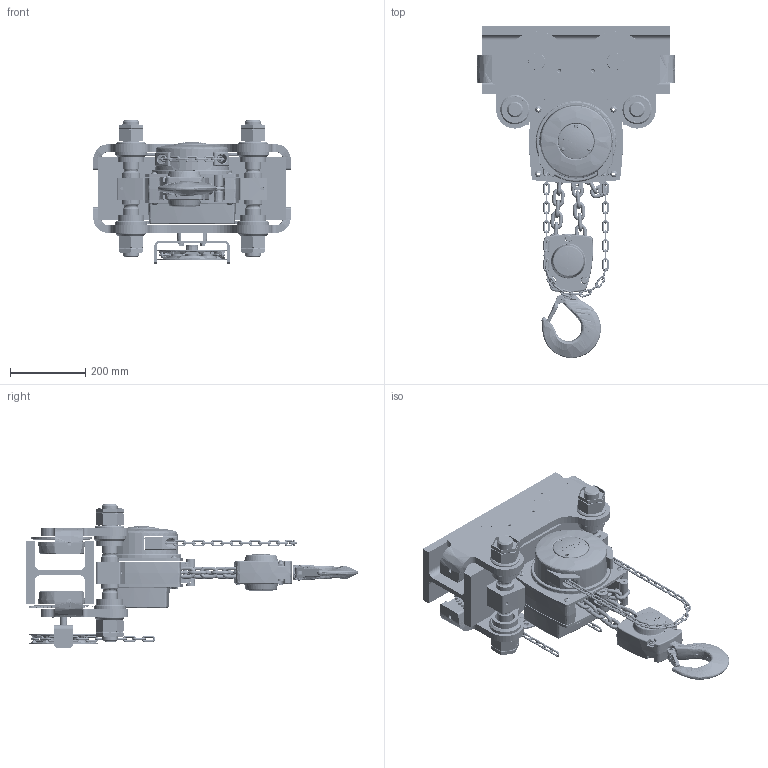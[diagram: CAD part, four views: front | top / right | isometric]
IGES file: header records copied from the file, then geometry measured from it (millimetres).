
Start section: SolidWorks IGES file using analytic representation for surfaces
Global section: file name: 04900053 YLITG-A 5000.IGS; native system: SolidWorks 2015; preprocessor: SolidWorks 2015; author: sawwu; date: 180119.082253; units: millimetre
Bounding box: 525 x 883.18 x 382 mm (x, y, z)
Surface area: 2194666.9 mm2 (no closed solid volume)
Topology: 0 solids, 0 shells, 2770 faces, 39740 edges, 39687 vertices
Faces by surface type: bspline 1554, revolution 1216
